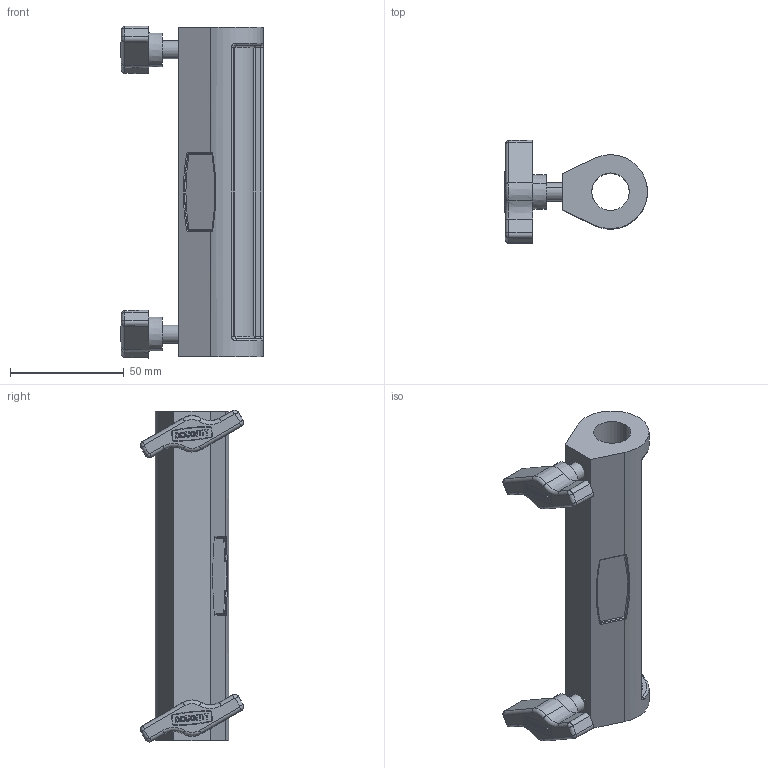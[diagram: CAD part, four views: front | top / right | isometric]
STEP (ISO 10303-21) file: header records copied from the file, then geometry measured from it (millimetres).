
FILE_DESCRIPTION (( 'STEP AP203' ), '1' );
FILE_NAME ('G1003.STEP', '2018-09-25T10:49:02', ( '' ), ( '' ), 'SwSTEP 2.0', 'SolidWorks 2016', '' );
FILE_SCHEMA (( 'CONFIG_CONTROL_DESIGN' ));
Length unit declared in the file: millimetre
Products named in the file (5): Doughty Knob_S0130; G1003; TH3015; TH3012; F630
Assembly tree (6 placements, depth 3):
  G1003
    TH3015
      TH3012
      F630  x2
    Doughty Knob_S0130  x2
Bounding box: 62.74 x 45.51 x 146.03 mm (x, y, z)
Volume: 104934.7 mm3; surface area: 33657.3 mm2
Topology: 5 solids, 5 shells, 356 faces, 870 edges, 546 vertices
Faces by surface type: plane 152, cylinder 124, torus 37, cone 24, bspline 11, sphere 8
Entity records: 7745 total; most frequent: CARTESIAN_POINT 1849, DIRECTION 1189, ORIENTED_EDGE 1074, EDGE_CURVE 537, AXIS2_PLACEMENT_3D 456, VERTEX_POINT 332, VECTOR 277, LINE 277
